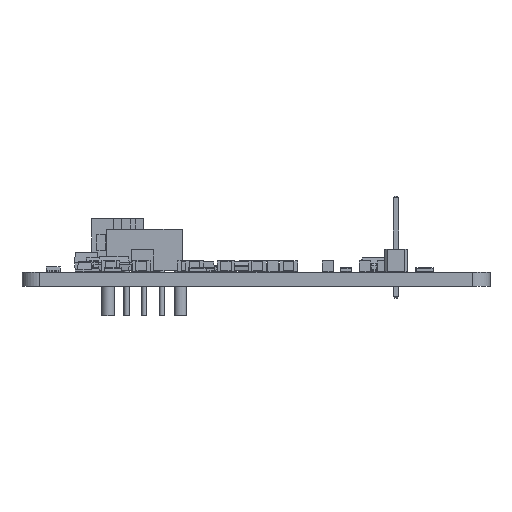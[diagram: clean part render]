
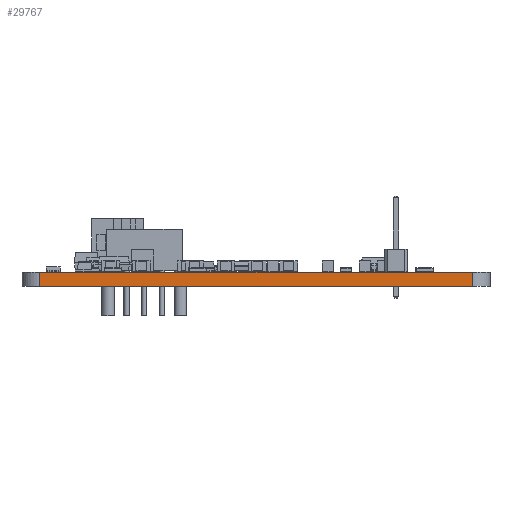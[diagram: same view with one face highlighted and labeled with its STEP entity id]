
A CAD part, left-side view. The second image highlights one B-rep face of the part: STEP entity #29767.
In plain terms, the highlighted planar face has unit normal (-1, 0, 0).
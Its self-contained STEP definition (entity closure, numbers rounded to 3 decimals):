
#27504 = VERTEX_POINT('',#27505);
#27505 = CARTESIAN_POINT('',(107.106,-72.317,0.));
#27512 = EDGE_CURVE('',#27513,#27504,#27515,.T.);
#27513 = VERTEX_POINT('',#27514);
#27514 = CARTESIAN_POINT('',(107.106,-121.317,0.));
#27515 = LINE('',#27516,#27517);
#27516 = CARTESIAN_POINT('',(107.106,-121.317,0.));
#27517 = VECTOR('',#27518,1.);
#27518 = DIRECTION('',(0.,1.,0.));
#28622 = VERTEX_POINT('',#28623);
#28623 = CARTESIAN_POINT('',(107.106,-72.317,1.6));
#28630 = EDGE_CURVE('',#28631,#28622,#28633,.T.);
#28631 = VERTEX_POINT('',#28632);
#28632 = CARTESIAN_POINT('',(107.106,-121.317,1.6));
#28633 = LINE('',#28634,#28635);
#28634 = CARTESIAN_POINT('',(107.106,-121.317,1.6));
#28635 = VECTOR('',#28636,1.);
#28636 = DIRECTION('',(0.,1.,0.));
#29737 = EDGE_CURVE('',#27504,#28622,#29738,.T.);
#29738 = LINE('',#29739,#29740);
#29739 = CARTESIAN_POINT('',(107.106,-72.317,0.));
#29740 = VECTOR('',#29741,1.);
#29741 = DIRECTION('',(0.,0.,1.));
#29767 = ADVANCED_FACE('',(#29768),#29779,.T.);
#29768 = FACE_BOUND('',#29769,.T.);
#29769 = EDGE_LOOP('',(#29770,#29776,#29777,#29778));
#29770 = ORIENTED_EDGE('',*,*,#29771,.T.);
#29771 = EDGE_CURVE('',#27513,#28631,#29772,.T.);
#29772 = LINE('',#29773,#29774);
#29773 = CARTESIAN_POINT('',(107.106,-121.317,0.));
#29774 = VECTOR('',#29775,1.);
#29775 = DIRECTION('',(0.,0.,1.));
#29776 = ORIENTED_EDGE('',*,*,#28630,.T.);
#29777 = ORIENTED_EDGE('',*,*,#29737,.F.);
#29778 = ORIENTED_EDGE('',*,*,#27512,.F.);
#29779 = PLANE('',#29780);
#29780 = AXIS2_PLACEMENT_3D('',#29781,#29782,#29783);
#29781 = CARTESIAN_POINT('',(107.106,-121.317,0.));
#29782 = DIRECTION('',(-1.,0.,0.));
#29783 = DIRECTION('',(0.,1.,0.));
